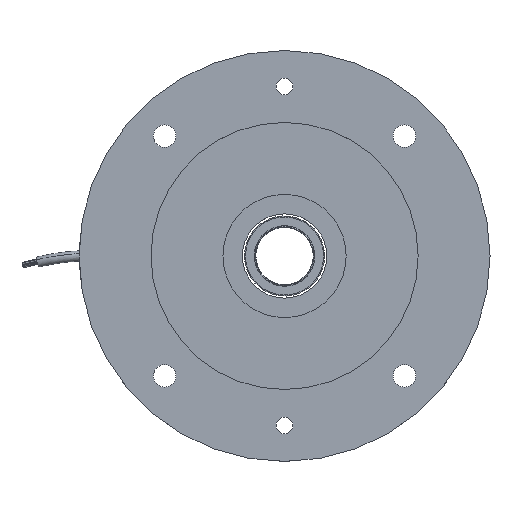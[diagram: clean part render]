
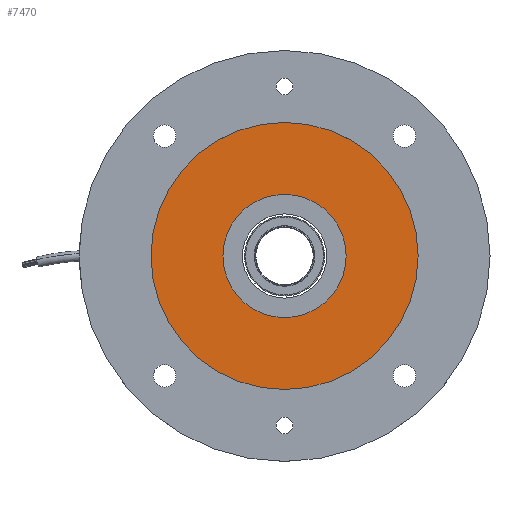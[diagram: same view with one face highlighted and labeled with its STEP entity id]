
A CAD part, top view. The second image highlights one B-rep face of the part: STEP entity #7470.
In plain terms, the highlighted planar face has unit normal (0, 0, 1).
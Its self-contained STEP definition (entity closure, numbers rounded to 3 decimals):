
#408 = DIRECTION ( 'NONE',  ( 1., 0., 0. ) ) ;
#721 = CARTESIAN_POINT ( 'NONE',  ( -29.998, 27.655, -4. ) ) ;
#809 = DIRECTION ( 'NONE',  ( 1., 0., 0. ) ) ;
#1581 = DIRECTION ( 'NONE',  ( 0., 0., 1. ) ) ;
#1595 = ORIENTED_EDGE ( 'NONE', *, *, #10844, .T. ) ;
#2159 = EDGE_CURVE ( 'NONE', #7493, #2843, #5811, .T. ) ;
#2736 = CIRCLE ( 'NONE', #7847, 65. ) ;
#2843 = VERTEX_POINT ( 'NONE', #721 ) ;
#3064 = VERTEX_POINT ( 'NONE', #3102 ) ;
#3102 = CARTESIAN_POINT ( 'NONE',  ( -64.998, 27.655, -4. ) ) ;
#3174 = DIRECTION ( 'NONE',  ( 0., 0., -1. ) ) ;
#3196 = CARTESIAN_POINT ( 'NONE',  ( 0.002, 27.655, -4. ) ) ;
#3876 = ORIENTED_EDGE ( 'NONE', *, *, #8915, .T. ) ;
#4099 = CARTESIAN_POINT ( 'NONE',  ( 0.002, 27.655, -4. ) ) ;
#4287 = CARTESIAN_POINT ( 'NONE',  ( 30.002, 27.655, -4. ) ) ;
#4471 = DIRECTION ( 'NONE',  ( 1., 0., 0. ) ) ;
#4668 = EDGE_LOOP ( 'NONE', ( #11761, #1595 ) ) ;
#4929 = AXIS2_PLACEMENT_3D ( 'NONE', #4099, #3174, #408 ) ;
#4978 = ORIENTED_EDGE ( 'NONE', *, *, #2159, .T. ) ;
#5277 = FACE_OUTER_BOUND ( 'NONE', #4668, .T. ) ;
#5811 = CIRCLE ( 'NONE', #12114, 30. ) ;
#6176 = DIRECTION ( 'NONE',  ( 0., 0., -1. ) ) ;
#6512 = AXIS2_PLACEMENT_3D ( 'NONE', #9254, #10292, #809 ) ;
#6886 = EDGE_CURVE ( 'NONE', #11595, #3064, #9470, .T. ) ;
#6955 = DIRECTION ( 'NONE',  ( 1., 0., 0. ) ) ;
#7095 = CARTESIAN_POINT ( 'NONE',  ( 0.002, 27.655, -4. ) ) ;
#7470 = ADVANCED_FACE ( 'NONE', ( #10018, #5277 ), #8039, .T. ) ;
#7493 = VERTEX_POINT ( 'NONE', #4287 ) ;
#7847 = AXIS2_PLACEMENT_3D ( 'NONE', #3196, #8872, #6955 ) ;
#8039 = PLANE ( 'NONE',  #8064 ) ;
#8064 = AXIS2_PLACEMENT_3D ( 'NONE', #10140, #1581, #4471 ) ;
#8872 = DIRECTION ( 'NONE',  ( 0., 0., 1. ) ) ;
#8915 = EDGE_CURVE ( 'NONE', #2843, #7493, #10236, .T. ) ;
#8988 = EDGE_LOOP ( 'NONE', ( #4978, #3876 ) ) ;
#9254 = CARTESIAN_POINT ( 'NONE',  ( 0.002, 27.655, -4. ) ) ;
#9470 = CIRCLE ( 'NONE', #6512, 65. ) ;
#10018 = FACE_BOUND ( 'NONE', #8988, .T. ) ;
#10140 = CARTESIAN_POINT ( 'NONE',  ( -64.998, 27.655, -4. ) ) ;
#10236 = CIRCLE ( 'NONE', #4929, 30. ) ;
#10292 = DIRECTION ( 'NONE',  ( 0., 0., 1. ) ) ;
#10844 = EDGE_CURVE ( 'NONE', #3064, #11595, #2736, .T. ) ;
#11051 = CARTESIAN_POINT ( 'NONE',  ( 65.002, 27.655, -4. ) ) ;
#11595 = VERTEX_POINT ( 'NONE', #11051 ) ;
#11661 = DIRECTION ( 'NONE',  ( 1., 0., 0. ) ) ;
#11761 = ORIENTED_EDGE ( 'NONE', *, *, #6886, .T. ) ;
#12114 = AXIS2_PLACEMENT_3D ( 'NONE', #7095, #6176, #11661 ) ;
